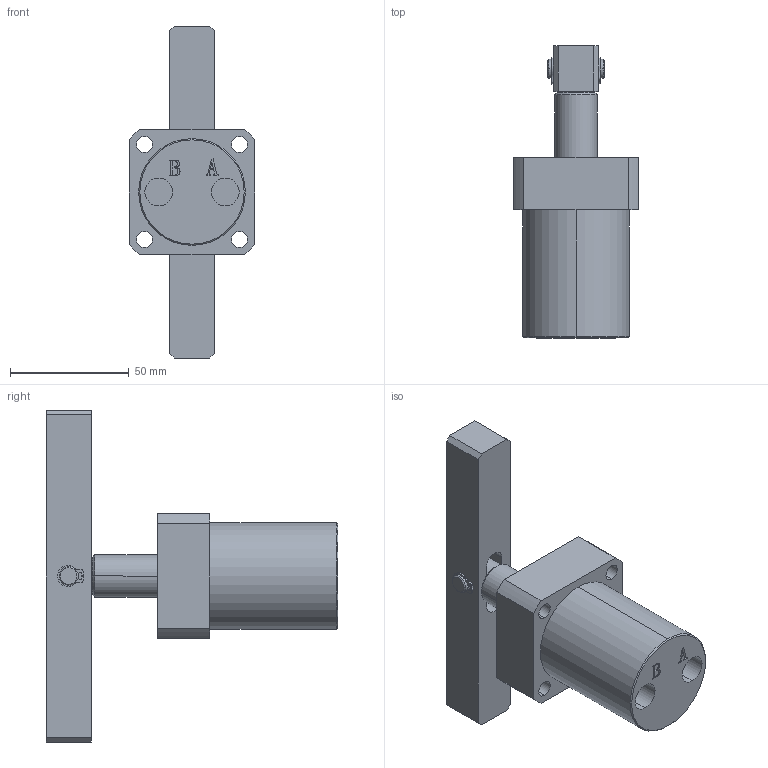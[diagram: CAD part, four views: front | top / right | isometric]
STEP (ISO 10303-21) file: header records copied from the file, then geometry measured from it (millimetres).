
FILE_DESCRIPTION (( 'STEP AP203' ), '1' );
FILE_NAME ('HSL-FA25D.STEP', '2019-10-06T05:48:56', ( '微软用户' ), ( '微软中国' ), 'SwSTEP 2.0', 'SolidWorks 2012', '' );
FILE_SCHEMA (( 'CONFIG_CONTROL_DESIGN' ));
Length unit declared in the file: millimetre
Products named in the file (6): HSL-FA25S掛极; HSL-FA25D蛌褒詰隅弇种; HSL-25蛌褒詰嶺裝; HSL-FA25D蛌褒詰揤旋杻秶; external circlip_bsi_BS 3673-4 - S007M; HSL-FA25D
Assembly tree (6 placements, depth 2):
  HSL-FA25D
    HSL-FA25S掛极
    HSL-FA25D蛌褒詰隅弇种
    HSL-25蛌褒詰嶺裝
    HSL-FA25D蛌褒詰揤旋杻秶
    external circlip_bsi_BS 3673-4 - S007M  x2
Bounding box: 53 x 123 x 140 mm (x, y, z)
Volume: 183295.4 mm3; surface area: 43887.4 mm2
Topology: 6 solids, 6 shells, 215 faces, 536 edges, 352 vertices
Faces by surface type: plane 101, cylinder 84, bspline 16, cone 10, torus 4
Entity records: 6983 total; most frequent: CARTESIAN_POINT 1812, DIRECTION 945, ORIENTED_EDGE 922, EDGE_CURVE 461, AXIS2_PLACEMENT_3D 339, VERTEX_POINT 302, LINE 267, VECTOR 267
